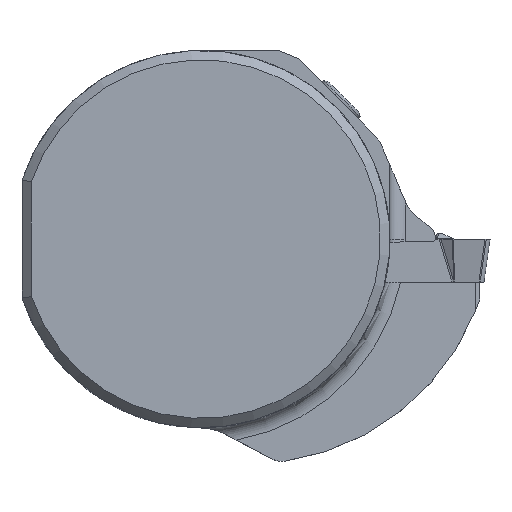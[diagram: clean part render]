
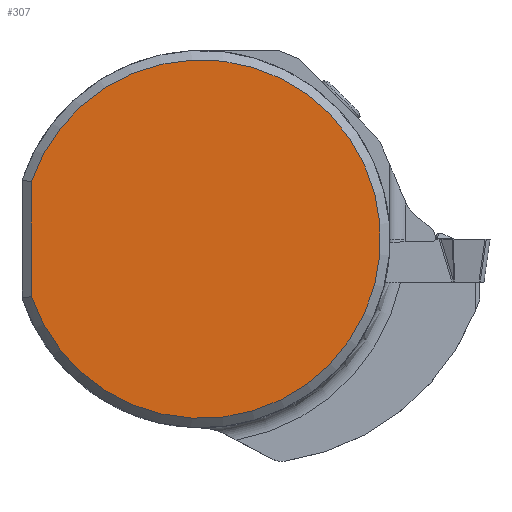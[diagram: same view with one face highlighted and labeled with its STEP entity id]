
A CAD part, top view. The second image highlights one B-rep face of the part: STEP entity #307.
In plain terms, the highlighted planar face has unit normal (0, 0, 1).
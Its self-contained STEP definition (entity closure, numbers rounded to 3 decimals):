
#195=CIRCLE('',#2131,19.);
#307=ADVANCED_FACE('',(#457),#379,.F.);
#379=PLANE('',#2133);
#457=FACE_OUTER_BOUND('',#560,.T.);
#560=EDGE_LOOP('',(#982,#983));
#982=ORIENTED_EDGE('',*,*,#1474,.F.);
#983=ORIENTED_EDGE('',*,*,#1534,.F.);
#1248=VERTEX_POINT('',#4154);
#1249=VERTEX_POINT('',#4159);
#1474=EDGE_CURVE('',#1249,#1248,#1687,.T.);
#1534=EDGE_CURVE('',#1248,#1249,#195,.T.);
#1687=LINE('',#4160,#1837);
#1837=VECTOR('',#2419,1.);
#2131=AXIS2_PLACEMENT_3D('',#4324,#2530,#2531);
#2133=AXIS2_PLACEMENT_3D('',#4326,#2534,#2535);
#2419=DIRECTION('',(0.,1.,0.));
#2530=DIRECTION('',(0.,0.,-1.));
#2531=DIRECTION('',(-1.,0.,0.));
#2534=DIRECTION('',(0.,0.,-1.));
#2535=DIRECTION('',(1.,0.,0.));
#4154=CARTESIAN_POINT('',(-18.,6.083,0.325));
#4159=CARTESIAN_POINT('',(-18.,-6.083,0.325));
#4160=CARTESIAN_POINT('',(-18.,20.,0.325));
#4324=CARTESIAN_POINT('',(0.,0.,0.325));
#4326=CARTESIAN_POINT('',(0.,19.,0.325));
